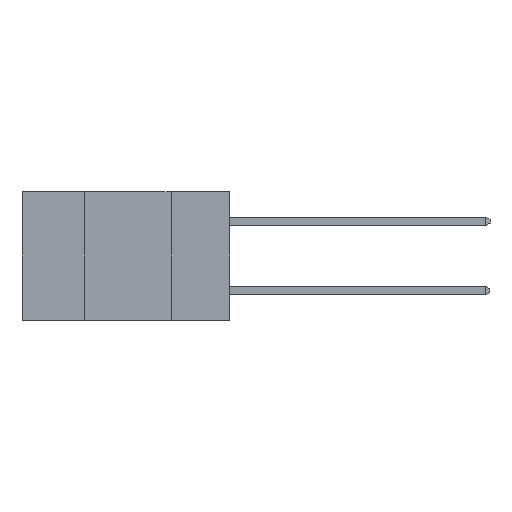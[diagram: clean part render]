
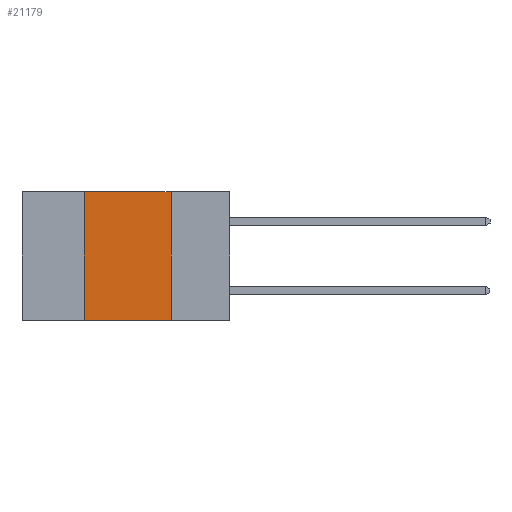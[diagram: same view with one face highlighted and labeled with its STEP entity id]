
A CAD part, left-side view. The second image highlights one B-rep face of the part: STEP entity #21179.
In plain terms, the highlighted planar face has unit normal (-1, 0, 0).
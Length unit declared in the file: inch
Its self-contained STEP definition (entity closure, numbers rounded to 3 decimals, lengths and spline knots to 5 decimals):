
#1628 = VERTEX_POINT ( 'NONE', #12318 ) ;
#2512 = ORIENTED_EDGE ( 'NONE', *, *, #17677, .T. ) ;
#3189 = LINE ( 'NONE', #19530, #22087 ) ;
#3570 = DIRECTION ( 'NONE',  ( 1., 0., 0. ) ) ;
#5010 = CARTESIAN_POINT ( 'NONE',  ( 0., 0.17, -0.37 ) ) ;
#6786 = DIRECTION ( 'NONE',  ( 0., -1., 0. ) ) ;
#6818 = CARTESIAN_POINT ( 'NONE',  ( 0., 0.17, 0. ) ) ;
#6995 = VERTEX_POINT ( 'NONE', #5010 ) ;
#8180 = ORIENTED_EDGE ( 'NONE', *, *, #14364, .F. ) ;
#9752 = LINE ( 'NONE', #17391, #17784 ) ;
#10100 = DIRECTION ( 'NONE',  ( 0., -1., 0. ) ) ;
#10871 = VERTEX_POINT ( 'NONE', #18871 ) ;
#10997 = VECTOR ( 'NONE', #11945, 39.37008 ) ;
#11671 = VERTEX_POINT ( 'NONE', #6818 ) ;
#11945 = DIRECTION ( 'NONE',  ( 0., 0., -1. ) ) ;
#12151 = LINE ( 'NONE', #22786, #10997 ) ;
#12318 = CARTESIAN_POINT ( 'NONE',  ( 0., 0.42, 0. ) ) ;
#12629 = VECTOR ( 'NONE', #21067, 39.37008 ) ;
#12798 = PLANE ( 'NONE',  #20175 ) ;
#12947 = EDGE_CURVE ( 'NONE', #11671, #6995, #12151, .T. ) ;
#14364 = EDGE_CURVE ( 'NONE', #1628, #11671, #9752, .T. ) ;
#14589 = ORIENTED_EDGE ( 'NONE', *, *, #15043, .F. ) ;
#15043 = EDGE_CURVE ( 'NONE', #10871, #1628, #18035, .T. ) ;
#16434 = DIRECTION ( 'NONE',  ( 0., 0., -1. ) ) ;
#17102 = FACE_OUTER_BOUND ( 'NONE', #18329, .T. ) ;
#17279 = ORIENTED_EDGE ( 'NONE', *, *, #12947, .F. ) ;
#17391 = CARTESIAN_POINT ( 'NONE',  ( 0., 0.6, 0. ) ) ;
#17677 = EDGE_CURVE ( 'NONE', #10871, #6995, #3189, .T. ) ;
#17784 = VECTOR ( 'NONE', #10100, 39.37008 ) ;
#18035 = LINE ( 'NONE', #19259, #12629 ) ;
#18329 = EDGE_LOOP ( 'NONE', ( #17279, #8180, #14589, #2512 ) ) ;
#18871 = CARTESIAN_POINT ( 'NONE',  ( 0., 0.42, -0.37 ) ) ;
#19259 = CARTESIAN_POINT ( 'NONE',  ( 0., 0.42, 0. ) ) ;
#19530 = CARTESIAN_POINT ( 'NONE',  ( 0., 0.6, -0.37 ) ) ;
#20175 = AXIS2_PLACEMENT_3D ( 'NONE', #21804, #3570, #16434 ) ;
#21067 = DIRECTION ( 'NONE',  ( 0., 0., 1. ) ) ;
#21179 = ADVANCED_FACE ( 'NONE', ( #17102 ), #12798, .F. ) ;
#21804 = CARTESIAN_POINT ( 'NONE',  ( 0., 0.6, 0. ) ) ;
#22087 = VECTOR ( 'NONE', #6786, 39.37008 ) ;
#22786 = CARTESIAN_POINT ( 'NONE',  ( 0., 0.17, 0. ) ) ;
